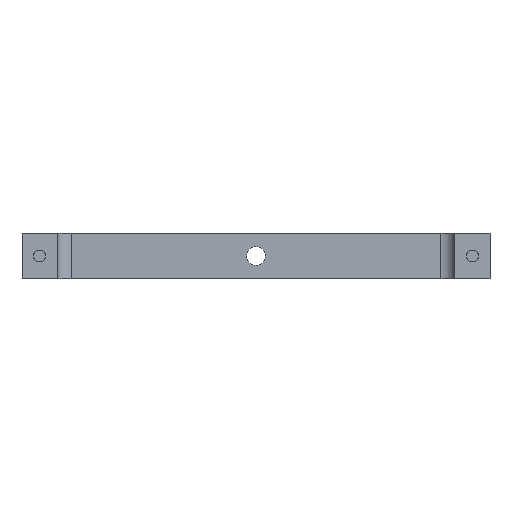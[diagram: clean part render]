
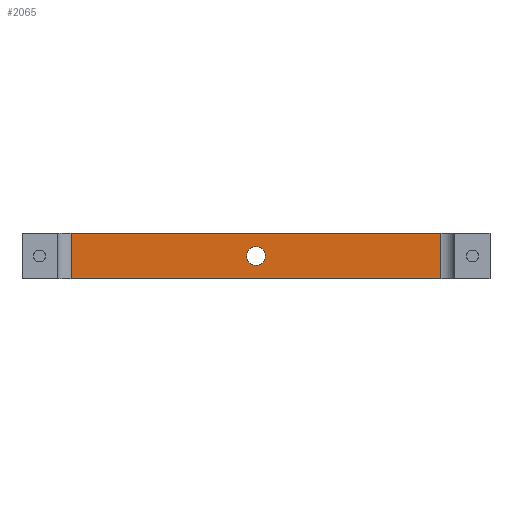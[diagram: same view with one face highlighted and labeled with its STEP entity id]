
A CAD part, front view. The second image highlights one B-rep face of the part: STEP entity #2065.
In plain terms, the highlighted planar face has unit normal (0, -1, 0).
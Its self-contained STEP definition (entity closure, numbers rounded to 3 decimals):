
#79=FACE_BOUND('',#380,.T.);
#143=PLANE('',#2263);
#247=FACE_OUTER_BOUND('',#379,.T.);
#379=EDGE_LOOP('',(#1937,#1938,#1939,#1940));
#380=EDGE_LOOP('',(#1941));
#399=LINE('',#2903,#613);
#541=LINE('',#3282,#755);
#567=LINE('',#3370,#781);
#596=LINE('',#3435,#810);
#613=VECTOR('',#2309,10.);
#755=VECTOR('',#2665,10.);
#781=VECTOR('',#2751,10.);
#810=VECTOR('',#2836,10.);
#852=CIRCLE('',#2151,3.3);
#915=VERTEX_POINT('',#2900);
#916=VERTEX_POINT('',#2902);
#1008=VERTEX_POINT('',#3138);
#1046=VERTEX_POINT('',#3280);
#1078=VERTEX_POINT('',#3368);
#1110=EDGE_CURVE('',#916,#915,#399,.T.);
#1227=EDGE_CURVE('',#1008,#1008,#852,.T.);
#1298=EDGE_CURVE('',#1046,#915,#541,.T.);
#1341=EDGE_CURVE('',#1078,#1046,#567,.T.);
#1374=EDGE_CURVE('',#1078,#916,#596,.T.);
#1937=ORIENTED_EDGE('',*,*,#1374,.T.);
#1938=ORIENTED_EDGE('',*,*,#1110,.T.);
#1939=ORIENTED_EDGE('',*,*,#1298,.F.);
#1940=ORIENTED_EDGE('',*,*,#1341,.F.);
#1941=ORIENTED_EDGE('',*,*,#1227,.T.);
#2065=ADVANCED_FACE('',(#247,#79),#143,.T.);
#2151=AXIS2_PLACEMENT_3D('',#3139,#2506,#2507);
#2263=AXIS2_PLACEMENT_3D('',#3436,#2837,#2838);
#2309=DIRECTION('',(-1.,0.,0.));
#2506=DIRECTION('center_axis',(0.,1.,0.));
#2507=DIRECTION('ref_axis',(1.,0.,0.));
#2665=DIRECTION('',(0.,0.,1.));
#2751=DIRECTION('',(-1.,0.,0.));
#2836=DIRECTION('',(0.,0.,1.));
#2837=DIRECTION('center_axis',(0.,-1.,0.));
#2838=DIRECTION('ref_axis',(1.,0.,0.));
#2900=CARTESIAN_POINT('',(-65.49,12.,8.));
#2902=CARTESIAN_POINT('',(65.49,12.,8.));
#2903=CARTESIAN_POINT('',(-65.49,12.,8.));
#3138=CARTESIAN_POINT('',(-3.3,12.,0.));
#3139=CARTESIAN_POINT('Origin',(0.,12.,0.));
#3280=CARTESIAN_POINT('',(-65.49,12.,-8.));
#3282=CARTESIAN_POINT('',(-65.49,12.,0.));
#3368=CARTESIAN_POINT('',(65.49,12.,-8.));
#3370=CARTESIAN_POINT('',(65.49,12.,-8.));
#3435=CARTESIAN_POINT('',(65.49,12.,0.));
#3436=CARTESIAN_POINT('Origin',(0.,12.,0.));
